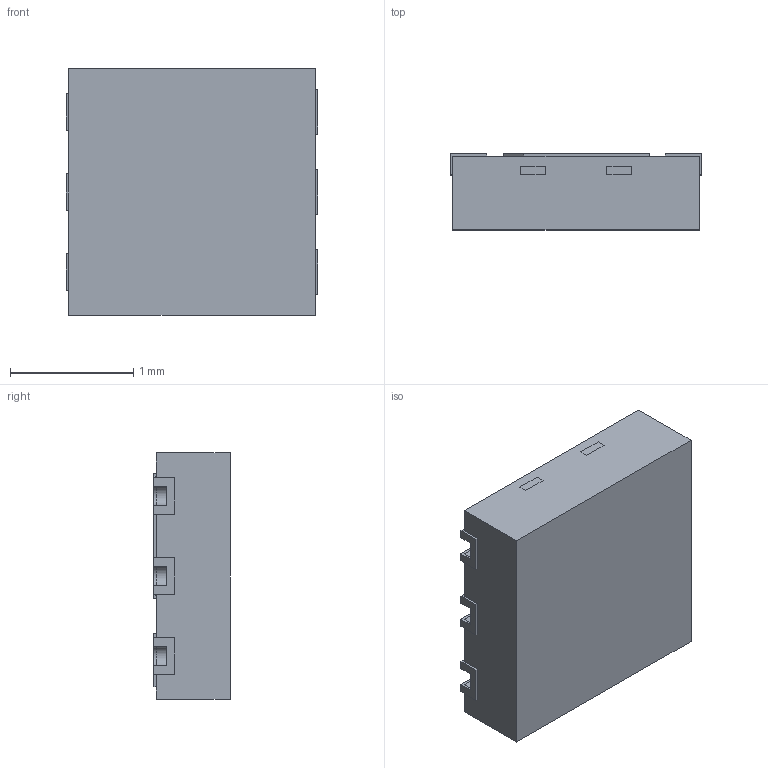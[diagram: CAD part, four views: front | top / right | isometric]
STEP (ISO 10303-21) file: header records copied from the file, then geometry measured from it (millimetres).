
FILE_DESCRIPTION(/* description */ ('Unknown'),/* implementation_level */ '2;1');
FILE_NAME(/* name */ '装配1',/* time_stamp */ '2022-07-27T13:29:08+08:00',/* author */ ('Unknown'),/* organization */ ('Unknown'),/* preprocessor_version */ 'ST-DEVELOPER v18.102',/* originating_system */ 'Solid Edge',/* authorisation */ 'Unknown');
FILE_SCHEMA (('AUTOMOTIVE_DESIGN {1 0 10303 214 3 1 1}'));
Length unit declared in the file: millimetre
Products named in the file (4): 蚾饜1; Compound; LDF; Plating
Assembly tree (3 placements, depth 2):
  蚾饜1
    Compound
    LDF
    Plating
Bounding box: 2.04 x 0.62 x 2 mm (x, y, z)
Volume: 2.4 mm3; surface area: 29.8 mm2
Topology: 12 solids, 12 shells, 289 faces, 867 edges, 578 vertices
Faces by surface type: plane 245, cylinder 44
Entity records: 10673 total; most frequent: CARTESIAN_POINT 1738, ORIENTED_EDGE 1734, DIRECTION 1541, EDGE_CURVE 867, LINE 779, VECTOR 779, VERTEX_POINT 578, AXIS2_PLACEMENT_3D 381
